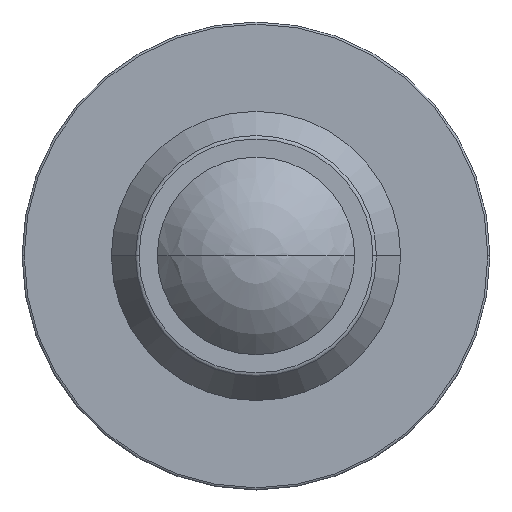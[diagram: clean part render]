
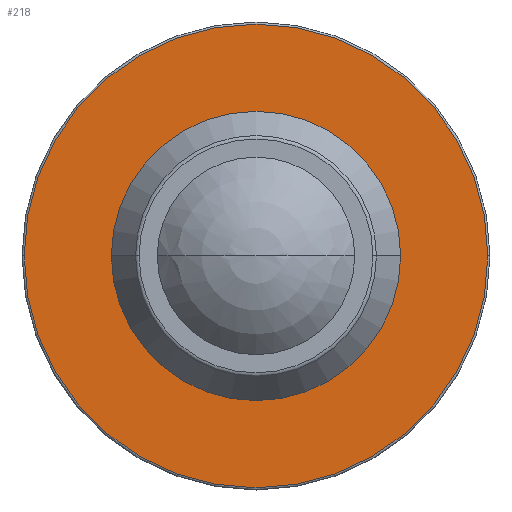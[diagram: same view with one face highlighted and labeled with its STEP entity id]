
A CAD part, top view. The second image highlights one B-rep face of the part: STEP entity #218.
In plain terms, the highlighted planar face has unit normal (0, 0, 1).
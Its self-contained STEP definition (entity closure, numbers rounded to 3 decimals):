
#136=EDGE_CURVE('',#252,#242,#321,.T.);
#140=EDGE_CURVE('',#268,#146,#326,.T.);
#146=VERTEX_POINT('',#333);
#218=ADVANCED_FACE('',(#413,#414),#415,.T.);
#242=VERTEX_POINT('',#442);
#252=VERTEX_POINT('',#454);
#254=EDGE_CURVE('',#146,#268,#456,.T.);
#258=EDGE_CURVE('',#242,#252,#460,.T.);
#268=VERTEX_POINT('',#471);
#321=CIRCLE('',#525,27.25);
#326=CIRCLE('',#531,17.0);
#333=CARTESIAN_POINT('',(-17.0,0.,4.0));
#413=FACE_OUTER_BOUND('',#631,.T.);
#414=FACE_BOUND('',#632,.T.);
#415=PLANE('',#633);
#442=CARTESIAN_POINT('',(27.25,0.,4.0));
#454=CARTESIAN_POINT('',(-27.25,0.,4.0));
#456=CIRCLE('',#686,17.0);
#460=CIRCLE('',#692,27.25);
#471=CARTESIAN_POINT('',(17.0,0.,4.0));
#525=AXIS2_PLACEMENT_3D('',#763,#764,#765);
#531=AXIS2_PLACEMENT_3D('',#772,#773,#774);
#631=EDGE_LOOP('',(#890,#891));
#632=EDGE_LOOP('',(#892,#893));
#633=AXIS2_PLACEMENT_3D('',#894,#895,#896);
#686=AXIS2_PLACEMENT_3D('',#944,#945,#946);
#692=AXIS2_PLACEMENT_3D('',#950,#951,#952);
#763=CARTESIAN_POINT('',(0.0,0.,4.0));
#764=DIRECTION('',(-0.0,0.0,-1.0));
#765=DIRECTION('',(-1.0,0.,0.0));
#772=CARTESIAN_POINT('',(0.0,0.,4.0));
#773=DIRECTION('',(-0.0,0.0,-1.0));
#774=DIRECTION('',(-1.0,0.,0.0));
#890=ORIENTED_EDGE('',*,*,#136,.F.);
#891=ORIENTED_EDGE('',*,*,#258,.F.);
#892=ORIENTED_EDGE('',*,*,#254,.T.);
#893=ORIENTED_EDGE('',*,*,#140,.T.);
#894=CARTESIAN_POINT('',(-22.125,0.,4.0));
#895=DIRECTION('',(0.0,0.0,1.0));
#896=DIRECTION('',(-1.0,0.,0.0));
#944=CARTESIAN_POINT('',(0.0,0.,4.0));
#945=DIRECTION('',(-0.0,0.0,-1.0));
#946=DIRECTION('',(-1.0,0.,0.0));
#950=CARTESIAN_POINT('',(0.0,0.,4.0));
#951=DIRECTION('',(-0.0,0.0,-1.0));
#952=DIRECTION('',(-1.0,0.,0.0));
